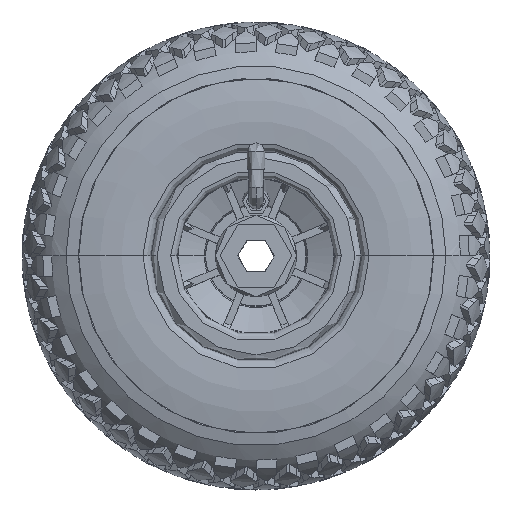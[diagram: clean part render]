
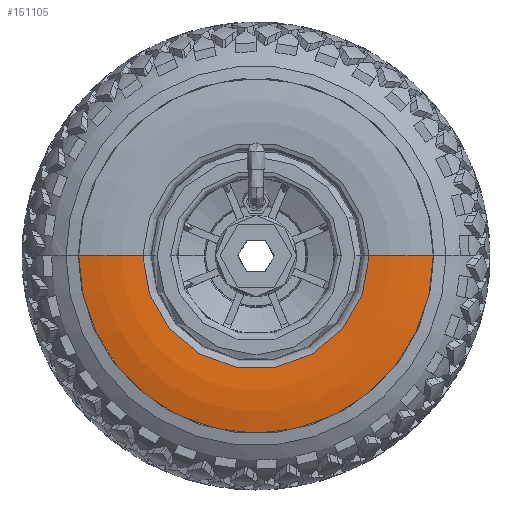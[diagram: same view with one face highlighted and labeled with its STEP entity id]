
A CAD part, top view. The second image highlights one B-rep face of the part: STEP entity #151105.
In plain terms, the highlighted toroidal (fillet/blend) face has major radius 75.229 mm and minor radius 97.34 mm.
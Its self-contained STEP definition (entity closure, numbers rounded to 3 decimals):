
#2437 = AXIS2_PLACEMENT_3D ( 'NONE', #52589, #78623, #93889 ) ;
#2482 = CIRCLE ( 'NONE', #172587, 97.34 ) ;
#5923 = DIRECTION ( 'NONE',  ( 0., 0., 1. ) ) ;
#6202 = DIRECTION ( 'NONE',  ( 0., 0., 1. ) ) ;
#11162 = CARTESIAN_POINT ( 'NONE',  ( 0., 0., 39.213 ) ) ;
#18874 = CARTESIAN_POINT ( 'NONE',  ( 75.229, 0., -57.34 ) ) ;
#23525 = ORIENTED_EDGE ( 'NONE', *, *, #110236, .T. ) ;
#24736 = CIRCLE ( 'NONE', #91192, 97.34 ) ;
#32972 = CARTESIAN_POINT ( 'NONE',  ( 98.512, 0., 37.174 ) ) ;
#37757 = DIRECTION ( 'NONE',  ( 0., 0., 1. ) ) ;
#41736 = DIRECTION ( 'NONE',  ( 1., 0., 0. ) ) ;
#42678 = CIRCLE ( 'NONE', #45467, 62.878 ) ;
#45467 = AXIS2_PLACEMENT_3D ( 'NONE', #11162, #37757, #146480 ) ;
#52589 = CARTESIAN_POINT ( 'NONE',  ( 0., 0., -57.34 ) ) ;
#57498 = EDGE_CURVE ( 'NONE', #97484, #144180, #42678, .T. ) ;
#57721 = VERTEX_POINT ( 'NONE', #32972 ) ;
#78623 = DIRECTION ( 'NONE',  ( 0., 0., -1. ) ) ;
#86665 = ORIENTED_EDGE ( 'NONE', *, *, #57498, .F. ) ;
#91192 = AXIS2_PLACEMENT_3D ( 'NONE', #18874, #113308, #5923 ) ;
#93889 = DIRECTION ( 'NONE',  ( 1., 0., 0. ) ) ;
#94335 = EDGE_CURVE ( 'NONE', #144180, #57721, #24736, .T. ) ;
#97484 = VERTEX_POINT ( 'NONE', #159287 ) ;
#100724 = CIRCLE ( 'NONE', #151027, 98.512 ) ;
#101973 = CARTESIAN_POINT ( 'NONE',  ( 62.878, 0., 39.213 ) ) ;
#108224 = ORIENTED_EDGE ( 'NONE', *, *, #94335, .F. ) ;
#109061 = CARTESIAN_POINT ( 'NONE',  ( -75.229, 0., -57.34 ) ) ;
#109637 = DIRECTION ( 'NONE',  ( 0., -1., 0. ) ) ;
#110236 = EDGE_CURVE ( 'NONE', #97484, #171400, #2482, .T. ) ;
#113308 = DIRECTION ( 'NONE',  ( 0., 1., 0. ) ) ;
#133166 = ORIENTED_EDGE ( 'NONE', *, *, #166837, .T. ) ;
#144180 = VERTEX_POINT ( 'NONE', #101973 ) ;
#146480 = DIRECTION ( 'NONE',  ( 1., 0., 0. ) ) ;
#147009 = FACE_OUTER_BOUND ( 'NONE', #160129, .T. ) ;
#148615 = CARTESIAN_POINT ( 'NONE',  ( -98.512, 0., 37.174 ) ) ;
#149074 = TOROIDAL_SURFACE ( 'NONE', #2437, 75.229, 97.34 ) ;
#151027 = AXIS2_PLACEMENT_3D ( 'NONE', #156324, #6202, #155720 ) ;
#151105 = ADVANCED_FACE ( 'NONE', ( #147009 ), #149074, .T. ) ;
#155720 = DIRECTION ( 'NONE',  ( 1., 0., 0. ) ) ;
#156324 = CARTESIAN_POINT ( 'NONE',  ( 0., 0., 37.174 ) ) ;
#159287 = CARTESIAN_POINT ( 'NONE',  ( -62.878, 0., 39.213 ) ) ;
#160129 = EDGE_LOOP ( 'NONE', ( #86665, #23525, #133166, #108224 ) ) ;
#166837 = EDGE_CURVE ( 'NONE', #171400, #57721, #100724, .T. ) ;
#171400 = VERTEX_POINT ( 'NONE', #148615 ) ;
#172587 = AXIS2_PLACEMENT_3D ( 'NONE', #109061, #109637, #41736 ) ;
